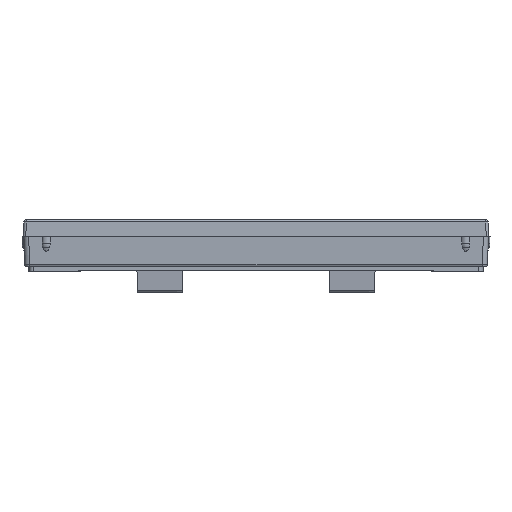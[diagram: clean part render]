
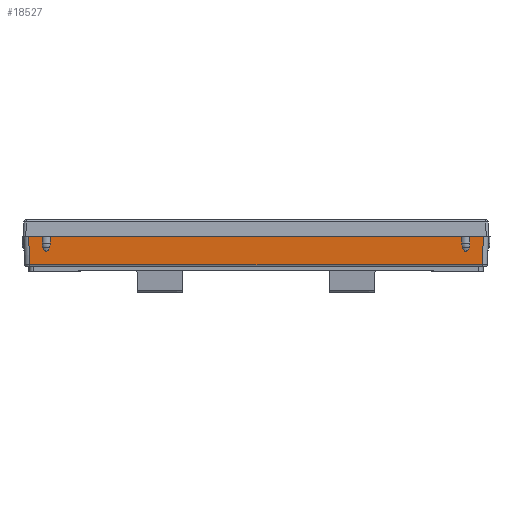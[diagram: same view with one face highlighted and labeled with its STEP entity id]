
A CAD part, front view. The second image highlights one B-rep face of the part: STEP entity #18527.
In plain terms, the highlighted face is planar.
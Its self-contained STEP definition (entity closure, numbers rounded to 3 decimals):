
#4235=CARTESIAN_POINT('',(27.031,4.593,27.631));
#4247=DIRECTION('',(-1.,0.,0.));
#4248=VECTOR('',#4247,54.063);
#4249=CARTESIAN_POINT('',(27.031,4.593,27.631));
#4250=LINE('6699',#4249,#4248);
#4251=DIRECTION('',(-0.035,0.999,0.035));
#4252=VECTOR('',#4251,3.411);
#4253=CARTESIAN_POINT('',(-27.031,4.593,27.631));
#4254=LINE('6712',#4253,#4252);
#4255=CARTESIAN_POINT('',(-25.497,8.,27.75));
#4256=CARTESIAN_POINT('',(-25.506,7.733,27.741));
#4257=CARTESIAN_POINT('',(-25.513,7.467,27.731));
#4258=CARTESIAN_POINT('',(-25.521,7.2,27.722));
#4260=CARTESIAN_POINT('',(-25.521,7.2,27.722));
#4261=CARTESIAN_POINT('',(-25.522,7.168,27.721));
#4262=CARTESIAN_POINT('',(-25.522,7.104,27.719));
#4263=CARTESIAN_POINT('',(-25.516,7.01,27.715));
#4264=CARTESIAN_POINT('',(-25.506,6.919,27.712));
#4265=CARTESIAN_POINT('',(-25.491,6.833,27.709));
#4266=CARTESIAN_POINT('',(-25.471,6.752,27.706));
#4267=CARTESIAN_POINT('',(-25.455,6.703,27.705));
#4268=CARTESIAN_POINT('',(-25.447,6.68,27.704));
#4270=CARTESIAN_POINT('',(-24.653,6.68,27.704));
#4271=CARTESIAN_POINT('',(-24.686,6.591,27.701));
#4272=CARTESIAN_POINT('',(-24.753,6.45,27.696));
#4273=CARTESIAN_POINT('',(-24.885,6.269,27.69));
#4274=CARTESIAN_POINT('',(-25.05,6.188,27.687));
#4275=CARTESIAN_POINT('',(-25.215,6.269,27.69));
#4276=CARTESIAN_POINT('',(-25.347,6.45,27.696));
#4277=CARTESIAN_POINT('',(-25.414,6.591,27.701));
#4278=CARTESIAN_POINT('',(-25.447,6.68,27.704));
#4280=CARTESIAN_POINT('',(-24.653,6.68,27.704));
#4281=CARTESIAN_POINT('',(-24.645,6.704,27.705));
#4282=CARTESIAN_POINT('',(-24.629,6.752,27.706));
#4283=CARTESIAN_POINT('',(-24.609,6.833,27.709));
#4284=CARTESIAN_POINT('',(-24.594,6.92,27.712));
#4285=CARTESIAN_POINT('',(-24.584,7.011,27.715));
#4286=CARTESIAN_POINT('',(-24.578,7.104,27.719));
#4287=CARTESIAN_POINT('',(-24.578,7.168,27.721));
#4288=CARTESIAN_POINT('',(-24.579,7.2,27.722));
#4290=CARTESIAN_POINT('',(-24.603,8.,27.75));
#4291=CARTESIAN_POINT('',(-24.594,7.733,27.741));
#4292=CARTESIAN_POINT('',(-24.587,7.467,27.731));
#4293=CARTESIAN_POINT('',(-24.579,7.2,27.722));
#4295=CARTESIAN_POINT('',(24.603,8.,27.75));
#4296=CARTESIAN_POINT('',(24.594,7.733,27.741));
#4297=CARTESIAN_POINT('',(24.587,7.467,27.731));
#4298=CARTESIAN_POINT('',(24.579,7.2,27.722));
#4300=CARTESIAN_POINT('',(24.579,7.2,27.722));
#4301=CARTESIAN_POINT('',(24.578,7.168,27.721));
#4302=CARTESIAN_POINT('',(24.578,7.104,27.719));
#4303=CARTESIAN_POINT('',(24.584,7.01,27.715));
#4304=CARTESIAN_POINT('',(24.594,6.919,27.712));
#4305=CARTESIAN_POINT('',(24.609,6.833,27.709));
#4306=CARTESIAN_POINT('',(24.629,6.752,27.706));
#4307=CARTESIAN_POINT('',(24.645,6.703,27.705));
#4308=CARTESIAN_POINT('',(24.653,6.68,27.704));
#4310=CARTESIAN_POINT('',(25.447,6.68,27.704));
#4311=CARTESIAN_POINT('',(25.414,6.591,27.701));
#4312=CARTESIAN_POINT('',(25.347,6.45,27.696));
#4313=CARTESIAN_POINT('',(25.215,6.269,27.69));
#4314=CARTESIAN_POINT('',(25.05,6.188,27.687));
#4315=CARTESIAN_POINT('',(24.885,6.269,27.69));
#4316=CARTESIAN_POINT('',(24.753,6.45,27.696));
#4317=CARTESIAN_POINT('',(24.686,6.591,27.701));
#4318=CARTESIAN_POINT('',(24.653,6.68,27.704));
#4320=CARTESIAN_POINT('',(25.447,6.68,27.704));
#4321=CARTESIAN_POINT('',(25.455,6.704,27.705));
#4322=CARTESIAN_POINT('',(25.471,6.752,27.706));
#4323=CARTESIAN_POINT('',(25.491,6.833,27.709));
#4324=CARTESIAN_POINT('',(25.506,6.92,27.712));
#4325=CARTESIAN_POINT('',(25.516,7.011,27.715));
#4326=CARTESIAN_POINT('',(25.522,7.104,27.719));
#4327=CARTESIAN_POINT('',(25.522,7.168,27.721));
#4328=CARTESIAN_POINT('',(25.521,7.2,27.722));
#4330=CARTESIAN_POINT('',(25.497,8.,27.75));
#4331=CARTESIAN_POINT('',(25.506,7.733,27.741));
#4332=CARTESIAN_POINT('',(25.513,7.467,27.731));
#4333=CARTESIAN_POINT('',(25.521,7.2,27.722));
#4335=DIRECTION('',(0.035,0.999,0.035));
#4336=VECTOR('',#4335,3.411);
#4337=CARTESIAN_POINT('',(27.031,4.593,27.631));
#4338=LINE('6711',#4337,#4336);
#4459=DIRECTION('',(-1.,0.,0.));
#4460=VECTOR('',#4459,49.206);
#4461=CARTESIAN_POINT('',(24.603,8.,27.75));
#4462=LINE('6482',#4461,#4460);
#4528=DIRECTION('',(-1.,0.,0.));
#4529=VECTOR('',#4528,1.653);
#4530=CARTESIAN_POINT('',(-25.497,8.,27.75));
#4531=LINE('6495',#4530,#4529);
#4558=DIRECTION('',(-1.,0.,0.));
#4559=VECTOR('',#4558,1.653);
#4560=CARTESIAN_POINT('',(27.15,8.,27.75));
#4561=LINE('6494',#4560,#4559);
#11976=CARTESIAN_POINT('',(24.603,8.,27.75));
#11977=CARTESIAN_POINT('',(-24.603,8.,27.75));
#11978=VERTEX_POINT('',#11976);
#11979=VERTEX_POINT('',#11977);
#11988=CARTESIAN_POINT('',(27.15,8.,27.75));
#11989=CARTESIAN_POINT('',(25.497,8.,27.75));
#11990=VERTEX_POINT('',#11988);
#11991=VERTEX_POINT('',#11989);
#11992=CARTESIAN_POINT('',(-25.497,8.,27.75));
#11993=CARTESIAN_POINT('',(-27.15,8.,27.75));
#11994=VERTEX_POINT('',#11992);
#11995=VERTEX_POINT('',#11993);
#12012=VERTEX_POINT('',#4293);
#12013=VERTEX_POINT('',#4258);
#12014=VERTEX_POINT('',#4333);
#12015=VERTEX_POINT('',#4298);
#12016=VERTEX_POINT('',#4280);
#12017=VERTEX_POINT('',#4268);
#12018=VERTEX_POINT('',#4320);
#12019=VERTEX_POINT('',#4308);
#12051=VERTEX_POINT('',#4235);
#12054=CARTESIAN_POINT('',(-27.031,4.593,
27.631));
#12055=VERTEX_POINT('',#12054);
#18490=CARTESIAN_POINT('',(27.75,8.,27.75));
#18491=DIRECTION('',(0.,0.035,-0.999));
#18492=DIRECTION('',(1.,0.,0.));
#18493=AXIS2_PLACEMENT_3D('',#18490,#18491,#18492);
#18494=PLANE('1916',#18493);
#18495=ORIENTED_EDGE('6699',*,*,#18108,.T.);
#18497=ORIENTED_EDGE('6712',*,*,#18496,.T.);
#18499=ORIENTED_EDGE('6495',*,*,#18498,.F.);
#18501=ORIENTED_EDGE('6507',*,*,#18500,.T.);
#18503=ORIENTED_EDGE('6511',*,*,#18502,.T.);
#18505=ORIENTED_EDGE('6514',*,*,#18504,.F.);
#18507=ORIENTED_EDGE('6510',*,*,#18506,.T.);
#18509=ORIENTED_EDGE('6506',*,*,#18508,.F.);
#18511=ORIENTED_EDGE('6482',*,*,#18510,.F.);
#18513=ORIENTED_EDGE('6509',*,*,#18512,.T.);
#18515=ORIENTED_EDGE('6513',*,*,#18514,.T.);
#18517=ORIENTED_EDGE('6515',*,*,#18516,.F.);
#18519=ORIENTED_EDGE('6512',*,*,#18518,.T.);
#18521=ORIENTED_EDGE('6508',*,*,#18520,.F.);
#18523=ORIENTED_EDGE('6494',*,*,#18522,.F.);
#18524=ORIENTED_EDGE('6711',*,*,#18470,.F.);
#18525=EDGE_LOOP('1916',(#18495,#18497,#18499,#18501,#18503,#18505,#18507,
#18509,#18511,#18513,#18515,#18517,#18519,#18521,#18523,#18524));
#18526=FACE_OUTER_BOUND('1916',#18525,.F.);
#18527=ADVANCED_FACE('1916',(#18526),#18494,.F.);
#4259=B_SPLINE_CURVE_WITH_KNOTS('6507',3,(#4255,#4256,#4257,#4258),
.UNSPECIFIED.,.F.,.F.,(4,4),(0.,1.),.UNSPECIFIED.);
#4269=B_SPLINE_CURVE_WITH_KNOTS('6511',3,(#4260,#4261,#4262,#4263,#4264,#4265,
#4266,#4267,#4268),.UNSPECIFIED.,.F.,.F.,(4,1,1,1,1,1,4),(0.,
0.167,0.333,0.5,0.667,0.833,
1.),.UNSPECIFIED.);
#4279=B_SPLINE_CURVE_WITH_KNOTS('6514',3,(#4270,#4271,#4272,#4273,#4274,#4275,
#4276,#4277,#4278),.UNSPECIFIED.,.F.,.F.,(4,1,1,1,1,1,4),(0.,0.125,0.25,
0.5,0.75,0.875,1.),.UNSPECIFIED.);
#4289=B_SPLINE_CURVE_WITH_KNOTS('6510',3,(#4280,#4281,#4282,#4283,#4284,#4285,
#4286,#4287,#4288),.UNSPECIFIED.,.F.,.F.,(4,1,1,1,1,1,4),(0.,
0.167,0.333,0.5,0.667,0.833,
1.),.UNSPECIFIED.);
#4294=B_SPLINE_CURVE_WITH_KNOTS('6506',3,(#4290,#4291,#4292,#4293),
.UNSPECIFIED.,.F.,.F.,(4,4),(0.,1.),.UNSPECIFIED.);
#4299=B_SPLINE_CURVE_WITH_KNOTS('6509',3,(#4295,#4296,#4297,#4298),
.UNSPECIFIED.,.F.,.F.,(4,4),(0.,1.),.UNSPECIFIED.);
#4309=B_SPLINE_CURVE_WITH_KNOTS('6513',3,(#4300,#4301,#4302,#4303,#4304,#4305,
#4306,#4307,#4308),.UNSPECIFIED.,.F.,.F.,(4,1,1,1,1,1,4),(0.,
0.167,0.333,0.5,0.667,0.833,
1.),.UNSPECIFIED.);
#4319=B_SPLINE_CURVE_WITH_KNOTS('6515',3,(#4310,#4311,#4312,#4313,#4314,#4315,
#4316,#4317,#4318),.UNSPECIFIED.,.F.,.F.,(4,1,1,1,1,1,4),(0.,0.125,0.25,
0.5,0.75,0.875,1.),.UNSPECIFIED.);
#4329=B_SPLINE_CURVE_WITH_KNOTS('6512',3,(#4320,#4321,#4322,#4323,#4324,#4325,
#4326,#4327,#4328),.UNSPECIFIED.,.F.,.F.,(4,1,1,1,1,1,4),(0.,
0.167,0.333,0.5,0.667,0.833,
1.),.UNSPECIFIED.);
#4334=B_SPLINE_CURVE_WITH_KNOTS('6508',3,(#4330,#4331,#4332,#4333),
.UNSPECIFIED.,.F.,.F.,(4,4),(0.,1.),.UNSPECIFIED.);
#18108=EDGE_CURVE('6699',#12051,#12055,#4250,.T.);
#18470=EDGE_CURVE('6711',#12051,#11990,#4338,.T.);
#18496=EDGE_CURVE('6712',#12055,#11995,#4254,.T.);
#18498=EDGE_CURVE('6495',#11994,#11995,#4531,.T.);
#18500=EDGE_CURVE('6507',#11994,#12013,#4259,.T.);
#18502=EDGE_CURVE('6511',#12013,#12017,#4269,.T.);
#18504=EDGE_CURVE('6514',#12016,#12017,#4279,.T.);
#18506=EDGE_CURVE('6510',#12016,#12012,#4289,.T.);
#18508=EDGE_CURVE('6506',#11979,#12012,#4294,.T.);
#18510=EDGE_CURVE('6482',#11978,#11979,#4462,.T.);
#18512=EDGE_CURVE('6509',#11978,#12015,#4299,.T.);
#18514=EDGE_CURVE('6513',#12015,#12019,#4309,.T.);
#18516=EDGE_CURVE('6515',#12018,#12019,#4319,.T.);
#18518=EDGE_CURVE('6512',#12018,#12014,#4329,.T.);
#18520=EDGE_CURVE('6508',#11991,#12014,#4334,.T.);
#18522=EDGE_CURVE('6494',#11990,#11991,#4561,.T.);
